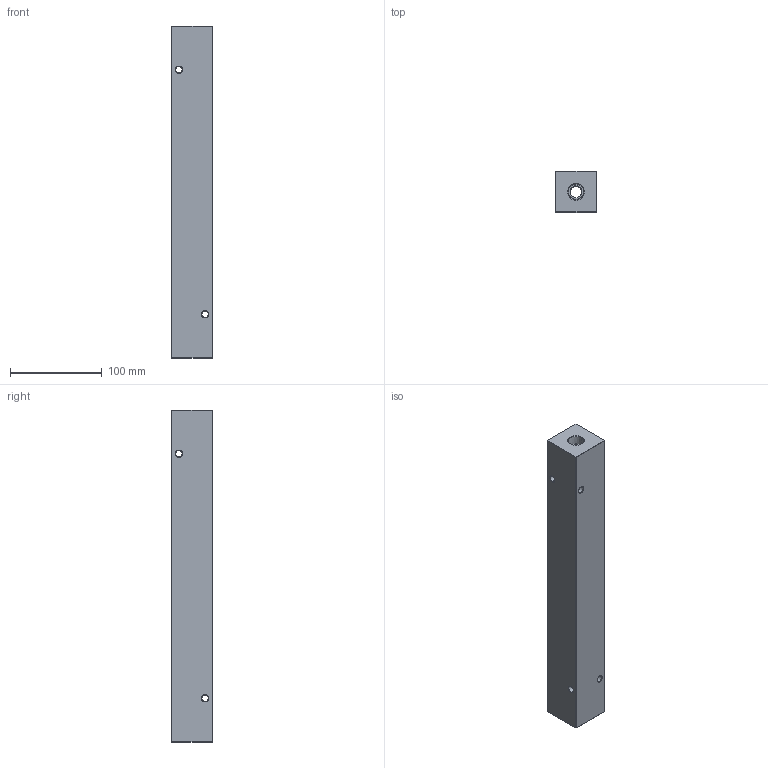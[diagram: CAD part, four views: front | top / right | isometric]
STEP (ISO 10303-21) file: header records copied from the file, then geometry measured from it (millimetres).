
FILE_DESCRIPTION (( 'STEP AP203' ), '1' );
FILE_NAME ('HM-8-90-P-6-4.STEP', '2020-10-29T20:25:19', ( '' ), ( '' ), 'SwSTEP 2.0', 'SolidWorks 2019', '' );
FILE_SCHEMA (( 'CONFIG_CONTROL_DESIGN' ));
Length unit declared in the file: inch
Products named in the file (1): HM-8-90-P-6-4
Bounding box: 44.45 x 44.45 x 361.95 mm (x, y, z)
Volume: 627849.3 mm3; surface area: 92993.6 mm2
Topology: 1 solids, 1 shells, 558 faces, 1462 edges, 952 vertices
Faces by surface type: plane 258, bspline 194, cone 56, cylinder 50
Entity records: 27681 total; most frequent: CARTESIAN_POINT 15159, ORIENTED_EDGE 2924, DIRECTION 1880, EDGE_CURVE 1462, VERTEX_POINT 952, VECTOR 854, LINE 854, EDGE_LOOP 650
